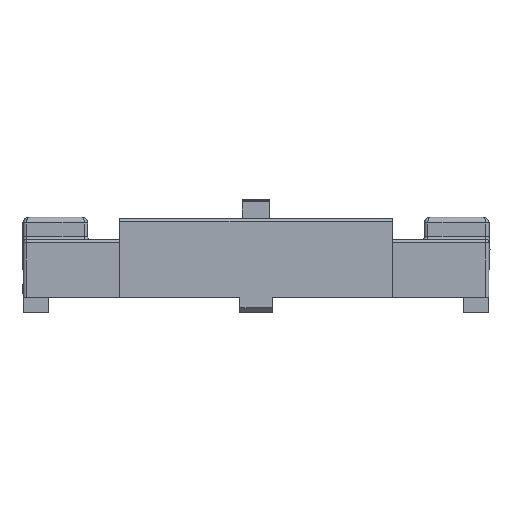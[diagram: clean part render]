
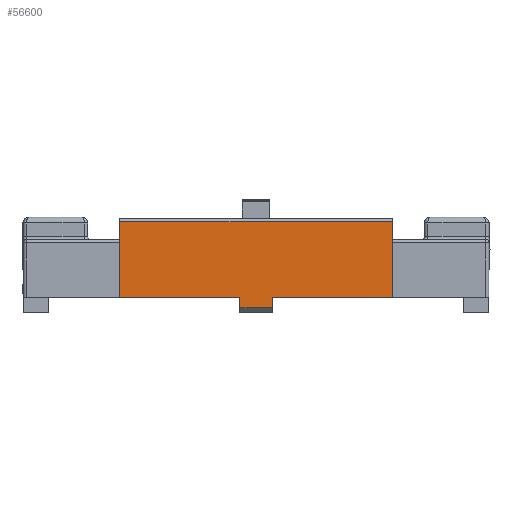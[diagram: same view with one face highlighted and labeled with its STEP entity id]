
A CAD part, top view. The second image highlights one B-rep face of the part: STEP entity #56600.
In plain terms, the highlighted face is planar.
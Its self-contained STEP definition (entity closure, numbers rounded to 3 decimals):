
#7054=FACE_OUTER_BOUND('',#10588,.T.);
#10588=EDGE_LOOP('',(#50788,#50789,#50790,#50791,#50792,#50793,#50794,#50795));
#16441=LINE('',#101243,#22491);
#16444=LINE('',#101251,#22494);
#16447=LINE('',#101256,#22497);
#16451=LINE('',#101264,#22501);
#16456=LINE('',#101273,#22506);
#16458=LINE('',#101281,#22508);
#16523=LINE('',#102914,#22573);
#16524=LINE('',#102915,#22574);
#22491=VECTOR('',#74913,10.);
#22494=VECTOR('',#74918,37.35);
#22497=VECTOR('',#74923,3.2);
#22501=VECTOR('',#74931,3.2);
#22506=VECTOR('',#74938,37.35);
#22508=VECTOR('',#74944,84.7);
#22573=VECTOR('',#75137,23.5);
#22574=VECTOR('',#75138,23.5);
#27687=VERTEX_POINT('',#101239);
#27688=VERTEX_POINT('',#101241);
#27691=VERTEX_POINT('',#101248);
#27692=VERTEX_POINT('',#101250);
#27695=VERTEX_POINT('',#101263);
#27698=VERTEX_POINT('',#101270);
#27701=VERTEX_POINT('',#101278);
#27702=VERTEX_POINT('',#101280);
#35376=EDGE_CURVE('',#27688,#27687,#16441,.T.);
#35379=EDGE_CURVE('',#27691,#27692,#16444,.T.);
#35382=EDGE_CURVE('',#27692,#27688,#16447,.F.);
#35386=EDGE_CURVE('',#27687,#27695,#16451,.T.);
#35391=EDGE_CURVE('',#27695,#27698,#16456,.T.);
#35394=EDGE_CURVE('',#27701,#27702,#16458,.F.);
#35512=EDGE_CURVE('',#27701,#27698,#16523,.F.);
#35513=EDGE_CURVE('',#27691,#27702,#16524,.T.);
#50788=ORIENTED_EDGE('',*,*,#35512,.T.);
#50789=ORIENTED_EDGE('',*,*,#35391,.F.);
#50790=ORIENTED_EDGE('',*,*,#35386,.F.);
#50791=ORIENTED_EDGE('',*,*,#35376,.F.);
#50792=ORIENTED_EDGE('',*,*,#35382,.F.);
#50793=ORIENTED_EDGE('',*,*,#35379,.F.);
#50794=ORIENTED_EDGE('',*,*,#35513,.T.);
#50795=ORIENTED_EDGE('',*,*,#35394,.F.);
#53756=PLANE('',#61014);
#56600=ADVANCED_FACE('',(#7054),#53756,.F.);
#61014=AXIS2_PLACEMENT_3D('',#102913,#75135,#75136);
#74913=DIRECTION('',(-1.,0.,0.));
#74918=DIRECTION('',(-1.,0.,0.));
#74923=DIRECTION('',(0.,0.,1.));
#74931=DIRECTION('',(0.,0.,1.));
#74938=DIRECTION('',(-1.,0.,0.));
#74944=DIRECTION('',(-1.,0.,0.));
#75135=DIRECTION('center_axis',(0.,1.,0.));
#75136=DIRECTION('ref_axis',(-1.,0.,0.));
#75137=DIRECTION('',(0.,0.,1.));
#75138=DIRECTION('',(0.,0.,1.));
#101239=CARTESIAN_POINT('',(-5.017,-32.4,-3.2));
#101241=CARTESIAN_POINT('',(4.983,-32.4,-3.2));
#101243=CARTESIAN_POINT('',(4.983,-32.4,-3.2));
#101248=CARTESIAN_POINT('',(42.333,-32.4,0.));
#101250=CARTESIAN_POINT('',(4.983,-32.4,0.));
#101251=CARTESIAN_POINT('',(42.333,-32.4,0.));
#101256=CARTESIAN_POINT('',(4.983,-32.4,-3.2));
#101263=CARTESIAN_POINT('',(-5.017,-32.4,0.));
#101264=CARTESIAN_POINT('',(-5.017,-32.4,-3.2));
#101270=CARTESIAN_POINT('',(-42.367,-32.4,0.));
#101273=CARTESIAN_POINT('',(-5.017,-32.4,0.));
#101278=CARTESIAN_POINT('',(-42.367,-32.4,23.5));
#101280=CARTESIAN_POINT('',(42.333,-32.4,23.5));
#101281=CARTESIAN_POINT('',(42.333,-32.4,23.5));
#102913=CARTESIAN_POINT('Origin',(-42.367,-32.4,18.));
#102914=CARTESIAN_POINT('',(-42.367,-32.4,0.));
#102915=CARTESIAN_POINT('',(42.333,-32.4,0.));
